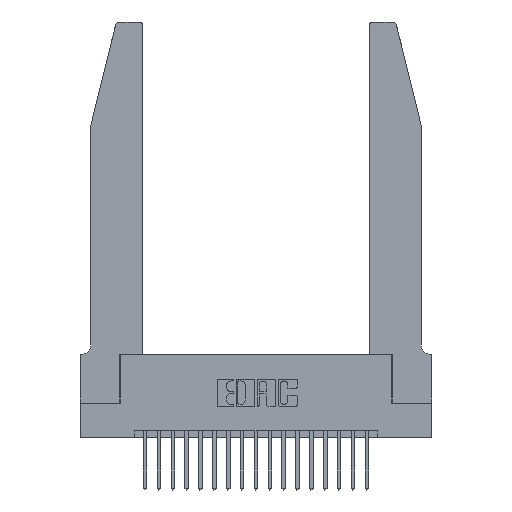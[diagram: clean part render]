
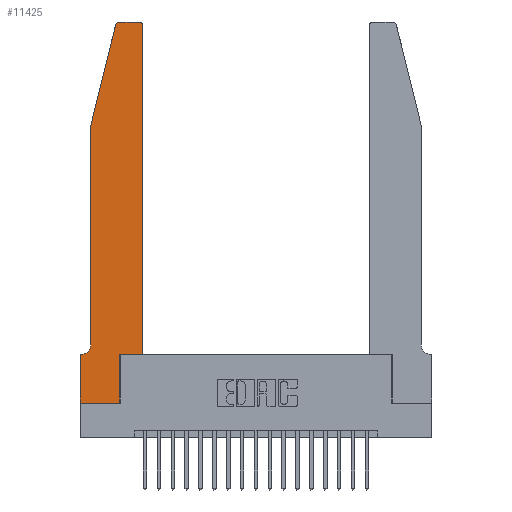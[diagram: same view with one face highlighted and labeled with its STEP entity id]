
A CAD part, top view. The second image highlights one B-rep face of the part: STEP entity #11425.
In plain terms, the highlighted planar face has unit normal (0, 0, 1).
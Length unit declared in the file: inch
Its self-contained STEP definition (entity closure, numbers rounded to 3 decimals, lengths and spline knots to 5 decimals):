
#343 = VERTEX_POINT ( 'NONE', #6672 ) ;
#1026 = FACE_OUTER_BOUND ( 'NONE', #17450, .T. ) ;
#1146 = ORIENTED_EDGE ( 'NONE', *, *, #16240, .T. ) ;
#1156 = CARTESIAN_POINT ( 'NONE',  ( 0.4505, 0.35, 0.37 ) ) ;
#1351 = CARTESIAN_POINT ( 'NONE',  ( 0.284, 2.72, 0.37 ) ) ;
#2361 = ORIENTED_EDGE ( 'NONE', *, *, #4307, .T. ) ;
#3029 = DIRECTION ( 'NONE',  ( 1., 0., 0. ) ) ;
#3043 = EDGE_CURVE ( 'NONE', #10537, #14031, #7032, .T. ) ;
#3067 = CARTESIAN_POINT ( 'NONE',  ( 0.284, 2.75, 0.37 ) ) ;
#3130 = VECTOR ( 'NONE', #18139, 39.37008 ) ;
#3597 = CARTESIAN_POINT ( 'NONE',  ( 0.25487, 2.72718, 0.37 ) ) ;
#3875 = PLANE ( 'NONE',  #14586 ) ;
#3994 = CARTESIAN_POINT ( 'NONE',  ( 0.0755, 0.42, 0.37 ) ) ;
#4307 = EDGE_CURVE ( 'NONE', #10178, #10537, #14362, .T. ) ;
#4375 = DIRECTION ( 'NONE',  ( 0., 0., 1. ) ) ;
#4419 = VECTOR ( 'NONE', #18777, 39.37008 ) ;
#4439 = EDGE_CURVE ( 'NONE', #14031, #8135, #12808, .T. ) ;
#4781 = ORIENTED_EDGE ( 'NONE', *, *, #9622, .T. ) ;
#4792 = ORIENTED_EDGE ( 'NONE', *, *, #4439, .T. ) ;
#5509 = VERTEX_POINT ( 'NONE', #12531 ) ;
#5538 = DIRECTION ( 'NONE',  ( 1., 0., 0. ) ) ;
#5679 = EDGE_CURVE ( 'NONE', #10388, #20594, #16382, .T. ) ;
#6210 = DIRECTION ( 'NONE',  ( -1., 0., 0. ) ) ;
#6525 = VECTOR ( 'NONE', #15702, 39.37008 ) ;
#6672 = CARTESIAN_POINT ( 'NONE',  ( 0.2865, 0., 0.37 ) ) ;
#6958 = VECTOR ( 'NONE', #6210, 39.37008 ) ;
#7032 = LINE ( 'NONE', #7344, #6525 ) ;
#7344 = CARTESIAN_POINT ( 'NONE',  ( 0.0755, 0.35, 0.37 ) ) ;
#7713 = VECTOR ( 'NONE', #13834, 39.37008 ) ;
#7771 = VECTOR ( 'NONE', #21320, 39.37008 ) ;
#7943 = CARTESIAN_POINT ( 'NONE',  ( 0.4205, 2.75, 0.37 ) ) ;
#7946 = ORIENTED_EDGE ( 'NONE', *, *, #19087, .T. ) ;
#8135 = VERTEX_POINT ( 'NONE', #10145 ) ;
#8169 = CARTESIAN_POINT ( 'NONE',  ( 0.2865, 0.35, 0.37 ) ) ;
#8310 = LINE ( 'NONE', #15547, #4419 ) ;
#8397 = ORIENTED_EDGE ( 'NONE', *, *, #20636, .T. ) ;
#8590 = ORIENTED_EDGE ( 'NONE', *, *, #3043, .T. ) ;
#9170 = LINE ( 'NONE', #18300, #12580 ) ;
#9478 = DIRECTION ( 'NONE',  ( 0., 0., -1. ) ) ;
#9516 = VECTOR ( 'NONE', #12636, 39.37008 ) ;
#9622 = EDGE_CURVE ( 'NONE', #18742, #10388, #12290, .T. ) ;
#10122 = CARTESIAN_POINT ( 'NONE',  ( 0.4505, 0.35, 0.37 ) ) ;
#10145 = CARTESIAN_POINT ( 'NONE',  ( 0., 0., 0.37 ) ) ;
#10178 = VERTEX_POINT ( 'NONE', #3994 ) ;
#10388 = VERTEX_POINT ( 'NONE', #7943 ) ;
#10537 = VERTEX_POINT ( 'NONE', #13419 ) ;
#10741 = VERTEX_POINT ( 'NONE', #12225 ) ;
#10928 = CARTESIAN_POINT ( 'NONE',  ( 0., 0., 0.37 ) ) ;
#11271 = ORIENTED_EDGE ( 'NONE', *, *, #20787, .T. ) ;
#11425 = ADVANCED_FACE ( 'NONE', ( #1026 ), #3875, .T. ) ;
#11659 = CARTESIAN_POINT ( 'NONE',  ( 0., 0.35, 0.37 ) ) ;
#11736 = EDGE_CURVE ( 'NONE', #20594, #17816, #13006, .T. ) ;
#12156 = CARTESIAN_POINT ( 'NONE',  ( 0.0755, 2., 0.37 ) ) ;
#12225 = CARTESIAN_POINT ( 'NONE',  ( 0.0755, 2., 0.37 ) ) ;
#12290 = CIRCLE ( 'NONE', #21328, 0.03 ) ;
#12531 = CARTESIAN_POINT ( 'NONE',  ( 0.2865, 0.35, 0.37 ) ) ;
#12580 = VECTOR ( 'NONE', #19961, 39.37008 ) ;
#12583 = ORIENTED_EDGE ( 'NONE', *, *, #11736, .T. ) ;
#12636 = DIRECTION ( 'NONE',  ( 1., 0., 0. ) ) ;
#12808 = LINE ( 'NONE', #19684, #7771 ) ;
#13006 = CIRCLE ( 'NONE', #16400, 0.03 ) ;
#13009 = DIRECTION ( 'NONE',  ( 0., 0., 1. ) ) ;
#13419 = CARTESIAN_POINT ( 'NONE',  ( 0.0055, 0.35, 0.37 ) ) ;
#13834 = DIRECTION ( 'NONE',  ( -0.239, -0.971, 0. ) ) ;
#14031 = VERTEX_POINT ( 'NONE', #11659 ) ;
#14273 = ORIENTED_EDGE ( 'NONE', *, *, #16056, .T. ) ;
#14362 = CIRCLE ( 'NONE', #20168, 0.07 ) ;
#14372 = CARTESIAN_POINT ( 'NONE',  ( 0.4205, 2.72, 0.37 ) ) ;
#14586 = AXIS2_PLACEMENT_3D ( 'NONE', #18758, #15524, #5538 ) ;
#15138 = DIRECTION ( 'NONE',  ( 0., 1., 0. ) ) ;
#15421 = VECTOR ( 'NONE', #15138, 39.37008 ) ;
#15524 = DIRECTION ( 'NONE',  ( 0., 0., 1. ) ) ;
#15547 = CARTESIAN_POINT ( 'NONE',  ( 0.4505, 0.35, 0.37 ) ) ;
#15702 = DIRECTION ( 'NONE',  ( -1., 0., 0. ) ) ;
#15852 = LINE ( 'NONE', #8169, #3130 ) ;
#15954 = EDGE_CURVE ( 'NONE', #10741, #10178, #9170, .T. ) ;
#16009 = ORIENTED_EDGE ( 'NONE', *, *, #15954, .T. ) ;
#16039 = DIRECTION ( 'NONE',  ( 1., 0., 0. ) ) ;
#16056 = EDGE_CURVE ( 'NONE', #21059, #18742, #19800, .T. ) ;
#16240 = EDGE_CURVE ( 'NONE', #8135, #343, #18330, .T. ) ;
#16382 = LINE ( 'NONE', #17843, #6958 ) ;
#16400 = AXIS2_PLACEMENT_3D ( 'NONE', #1351, #13009, #3029 ) ;
#17450 = EDGE_LOOP ( 'NONE', ( #18224, #12583, #11271, #16009, #2361, #8590, #4792, #1146, #8397, #7946, #14273, #4781 ) ) ;
#17816 = VERTEX_POINT ( 'NONE', #3597 ) ;
#17843 = CARTESIAN_POINT ( 'NONE',  ( 0.2605, 2.75, 0.37 ) ) ;
#18139 = DIRECTION ( 'NONE',  ( 0., 1., 0. ) ) ;
#18224 = ORIENTED_EDGE ( 'NONE', *, *, #5679, .T. ) ;
#18300 = CARTESIAN_POINT ( 'NONE',  ( 0.0755, 2., 0.37 ) ) ;
#18330 = LINE ( 'NONE', #10928, #9516 ) ;
#18742 = VERTEX_POINT ( 'NONE', #21156 ) ;
#18758 = CARTESIAN_POINT ( 'NONE',  ( 0., 0.35, 0.37 ) ) ;
#18777 = DIRECTION ( 'NONE',  ( 1., 0., 0. ) ) ;
#19087 = EDGE_CURVE ( 'NONE', #5509, #21059, #8310, .T. ) ;
#19385 = CARTESIAN_POINT ( 'NONE',  ( 0.0055, 0.42, 0.37 ) ) ;
#19684 = CARTESIAN_POINT ( 'NONE',  ( 0., 0., 0.37 ) ) ;
#19800 = LINE ( 'NONE', #10122, #15421 ) ;
#19961 = DIRECTION ( 'NONE',  ( 0., -1., 0. ) ) ;
#20168 = AXIS2_PLACEMENT_3D ( 'NONE', #19385, #9478, #21024 ) ;
#20594 = VERTEX_POINT ( 'NONE', #3067 ) ;
#20636 = EDGE_CURVE ( 'NONE', #343, #5509, #15852, .T. ) ;
#20787 = EDGE_CURVE ( 'NONE', #17816, #10741, #20974, .T. ) ;
#20974 = LINE ( 'NONE', #12156, #7713 ) ;
#21024 = DIRECTION ( 'NONE',  ( -1., 0., 0. ) ) ;
#21059 = VERTEX_POINT ( 'NONE', #1156 ) ;
#21156 = CARTESIAN_POINT ( 'NONE',  ( 0.4505, 2.72, 0.37 ) ) ;
#21320 = DIRECTION ( 'NONE',  ( 0., -1., 0. ) ) ;
#21328 = AXIS2_PLACEMENT_3D ( 'NONE', #14372, #4375, #16039 ) ;
